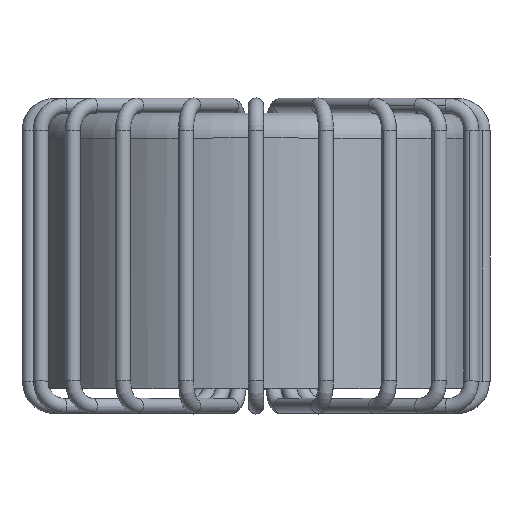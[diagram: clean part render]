
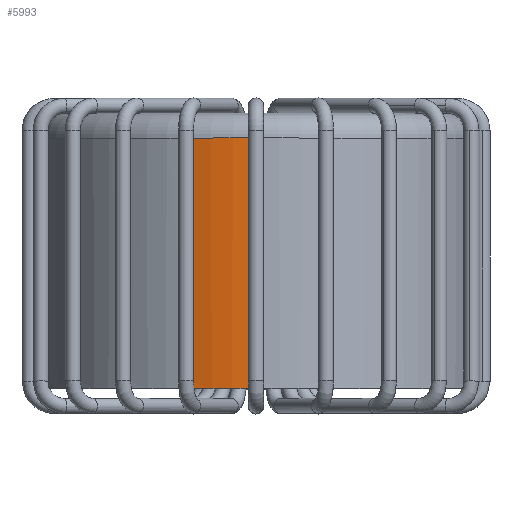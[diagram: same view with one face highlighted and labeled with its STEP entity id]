
A CAD part, top view. The second image highlights one B-rep face of the part: STEP entity #5993.
In plain terms, the highlighted cylindrical face has radius 8.75 mm (diameter 17.5 mm), a partial arc.
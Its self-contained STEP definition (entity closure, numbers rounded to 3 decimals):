
#302=B_SPLINE_CURVE_WITH_KNOTS('',3,(#11413,#11414,#11415,#11416,#11417,
#11418),.UNSPECIFIED.,.F.,.F.,(4,2,4),(0.,0.,0.023),
 .UNSPECIFIED.);
#307=B_SPLINE_CURVE_WITH_KNOTS('',3,(#11630,#11631,#11632,#11633,#11634,
#11635),.UNSPECIFIED.,.F.,.F.,(4,2,4),(0.,0.039,0.039),
 .UNSPECIFIED.);
#555=FACE_OUTER_BOUND('',#827,.T.);
#827=EDGE_LOOP('',(#5007,#5008,#5009,#5010,#5011,#5012));
#1329=CIRCLE('',#6755,8.75);
#1330=CIRCLE('',#6756,8.75);
#1628=LINE('',#11627,#1891);
#1629=LINE('',#11636,#1892);
#1891=VECTOR('',#8510,10.);
#1892=VECTOR('',#8513,10.);
#1910=VERTEX_POINT('',#8695);
#1913=VERTEX_POINT('',#8701);
#1921=VERTEX_POINT('',#8719);
#1924=VERTEX_POINT('',#8725);
#2433=VERTEX_POINT('',#11406);
#2442=VERTEX_POINT('',#11628);
#3218=EDGE_CURVE('',#1924,#2433,#302,.T.);
#3350=EDGE_CURVE('',#1921,#1924,#1628,.T.);
#3351=EDGE_CURVE('',#2442,#2433,#1329,.T.);
#3352=EDGE_CURVE('',#2442,#1913,#307,.T.);
#3353=EDGE_CURVE('',#1910,#1913,#1629,.T.);
#3354=EDGE_CURVE('',#1921,#1910,#1330,.T.);
#5007=ORIENTED_EDGE('',*,*,#3350,.T.);
#5008=ORIENTED_EDGE('',*,*,#3218,.T.);
#5009=ORIENTED_EDGE('',*,*,#3351,.F.);
#5010=ORIENTED_EDGE('',*,*,#3352,.T.);
#5011=ORIENTED_EDGE('',*,*,#3353,.F.);
#5012=ORIENTED_EDGE('',*,*,#3354,.F.);
#5521=CYLINDRICAL_SURFACE('',#6754,8.75);
#5993=ADVANCED_FACE('',(#555),#5521,.T.);
#6754=AXIS2_PLACEMENT_3D('',#11626,#8508,#8509);
#6755=AXIS2_PLACEMENT_3D('',#11629,#8511,#8512);
#6756=AXIS2_PLACEMENT_3D('',#11637,#8514,#8515);
#8508=DIRECTION('center_axis',(0.,1.,0.));
#8509=DIRECTION('ref_axis',(1.,0.,0.));
#8510=DIRECTION('',(0.,-1.,0.));
#8511=DIRECTION('center_axis',(0.,-1.,0.));
#8512=DIRECTION('ref_axis',(1.,0.,0.));
#8513=DIRECTION('',(0.,-1.,0.));
#8514=DIRECTION('center_axis',(0.,1.,0.));
#8515=DIRECTION('ref_axis',(1.,0.,0.));
#8695=CARTESIAN_POINT('',(0.,4.5,19.));
#8701=CARTESIAN_POINT('',(0.,-5.2,19.));
#8719=CARTESIAN_POINT('',(-2.704,4.5,18.572));
#8725=CARTESIAN_POINT('',(-2.704,-5.2,18.572));
#11406=CARTESIAN_POINT('',(-2.532,-5.5,18.626));
#11413=CARTESIAN_POINT('Ctrl Pts',(-2.704,-5.2,18.572));
#11414=CARTESIAN_POINT('Ctrl Pts',(-2.703,-5.201,18.572));
#11415=CARTESIAN_POINT('Ctrl Pts',(-2.703,-5.202,
18.572));
#11416=CARTESIAN_POINT('Ctrl Pts',(-2.663,-5.267,18.585));
#11417=CARTESIAN_POINT('Ctrl Pts',(-2.59,-5.382,
18.608));
#11418=CARTESIAN_POINT('Ctrl Pts',(-2.532,-5.5,18.626));
#11626=CARTESIAN_POINT('Origin',(0.,0.,10.25));
#11627=CARTESIAN_POINT('',(-2.704,4.8,18.572));
#11628=CARTESIAN_POINT('',(-0.18,-5.5,18.998));
#11629=CARTESIAN_POINT('Origin',(0.,-5.5,10.25));
#11630=CARTESIAN_POINT('Ctrl Pts',(-0.18,-5.5,18.998));
#11631=CARTESIAN_POINT('Ctrl Pts',(-0.121,-5.386,
18.999));
#11632=CARTESIAN_POINT('Ctrl Pts',(-0.048,-5.275,
19.));
#11633=CARTESIAN_POINT('Ctrl Pts',(-0.002,-5.202,
19.));
#11634=CARTESIAN_POINT('Ctrl Pts',(-0.001,-5.201,
19.));
#11635=CARTESIAN_POINT('Ctrl Pts',(0.,-5.2,19.));
#11636=CARTESIAN_POINT('',(0.,4.8,19.));
#11637=CARTESIAN_POINT('Origin',(0.,4.5,10.25));
